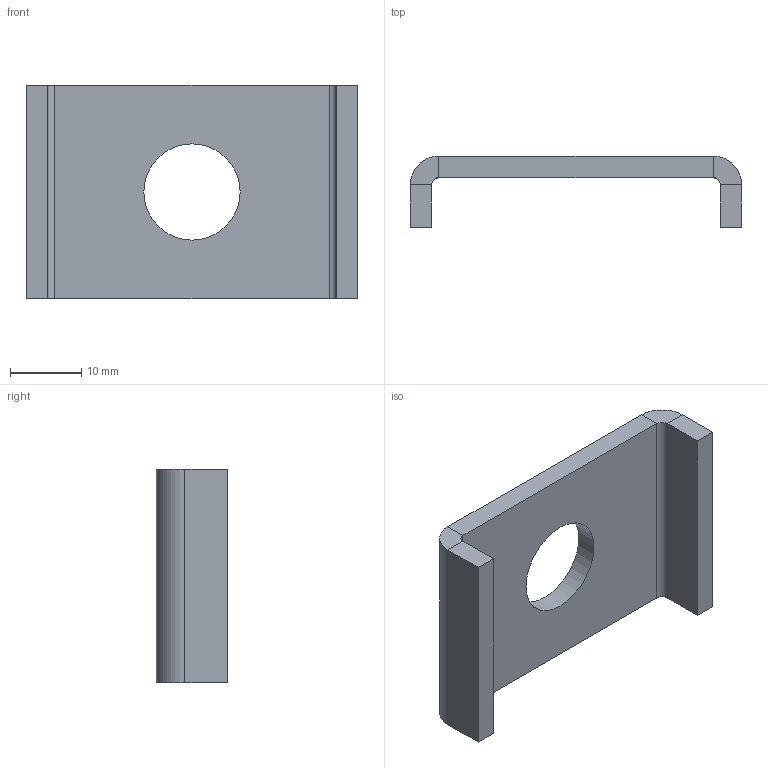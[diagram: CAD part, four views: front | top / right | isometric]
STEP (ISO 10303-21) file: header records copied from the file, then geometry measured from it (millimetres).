
FILE_DESCRIPTION((''),'2;1');
FILE_NAME('114530.stp','2010-08-26T11:21:23',('DMK009'),(''),'Autodesk Inventor 2010','Autodesk Inventor 2010','');
FILE_SCHEMA(('AUTOMOTIVE_DESIGN { 1 0 10303 214 1 1 1 1 }'));
Length unit declared in the file: millimetre
Products named in the file (1): Halteklammern Edelstahl
Bounding box: 46.5 x 10 x 30 mm (x, y, z)
Volume: 4822.5 mm3; surface area: 3872.3 mm2
Topology: 1 solids, 1 shells, 23 faces, 48 edges, 27 vertices
Faces by surface type: plane 18, cylinder 4, bspline 1
Entity records: 621 total; most frequent: CARTESIAN_POINT 113, DIRECTION 102, ORIENTED_EDGE 92, EDGE_CURVE 46, VECTOR 36, LINE 36, AXIS2_PLACEMENT_3D 33, VERTEX_POINT 26
